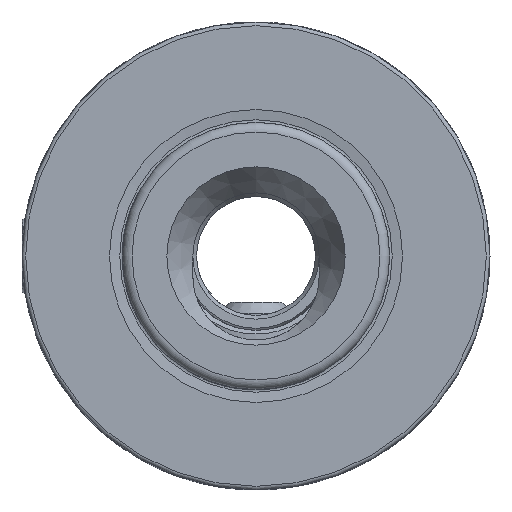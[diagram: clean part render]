
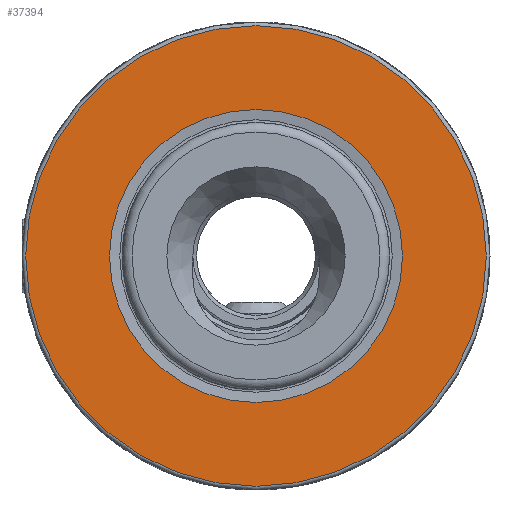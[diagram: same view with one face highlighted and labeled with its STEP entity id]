
A CAD part, left-side view. The second image highlights one B-rep face of the part: STEP entity #37394.
In plain terms, the highlighted planar face has unit normal (-1, 0, 0).
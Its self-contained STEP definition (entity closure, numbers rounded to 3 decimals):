
#1664 = CARTESIAN_POINT ( 'NONE',  ( 0., 0., 31. ) ) ;
#2659 = CARTESIAN_POINT ( 'NONE',  ( 0., 0., 0. ) ) ;
#3156 = VERTEX_POINT ( 'NONE', #1664 ) ;
#3235 = FACE_BOUND ( 'NONE', #22333, .T. ) ;
#4363 = AXIS2_PLACEMENT_3D ( 'NONE', #11719, #11189, #36650 ) ;
#5608 = ORIENTED_EDGE ( 'NONE', *, *, #17648, .T. ) ;
#6088 = VERTEX_POINT ( 'NONE', #23481 ) ;
#6803 = CARTESIAN_POINT ( 'NONE',  ( 0., 19.715, 0. ) ) ;
#11189 = DIRECTION ( 'NONE',  ( -1., 0., 0. ) ) ;
#11719 = CARTESIAN_POINT ( 'NONE',  ( 0., 0., 0. ) ) ;
#13436 = PLANE ( 'NONE',  #27388 ) ;
#16140 = EDGE_CURVE ( 'NONE', #6088, #6088, #36412, .T. ) ;
#16178 = DIRECTION ( 'NONE',  ( 1., 0., 0. ) ) ;
#17648 = EDGE_CURVE ( 'NONE', #3156, #3156, #36777, .T. ) ;
#21214 = DIRECTION ( 'NONE',  ( 0., 0., 1. ) ) ;
#22221 = EDGE_LOOP ( 'NONE', ( #5608 ) ) ;
#22333 = EDGE_LOOP ( 'NONE', ( #32367 ) ) ;
#23481 = CARTESIAN_POINT ( 'NONE',  ( 0., 0., 19.715 ) ) ;
#27388 = AXIS2_PLACEMENT_3D ( 'NONE', #6803, #16178, #35351 ) ;
#27918 = DIRECTION ( 'NONE',  ( -1., 0., 0. ) ) ;
#30686 = FACE_OUTER_BOUND ( 'NONE', #22221, .T. ) ;
#32367 = ORIENTED_EDGE ( 'NONE', *, *, #16140, .F. ) ;
#35351 = DIRECTION ( 'NONE',  ( 0., 0., -1. ) ) ;
#36412 = CIRCLE ( 'NONE', #4363, 19.715 ) ;
#36650 = DIRECTION ( 'NONE',  ( 0., 0., 1. ) ) ;
#36702 = AXIS2_PLACEMENT_3D ( 'NONE', #2659, #27918, #21214 ) ;
#36777 = CIRCLE ( 'NONE', #36702, 31. ) ;
#37394 = ADVANCED_FACE ( 'NONE', ( #3235, #30686 ), #13436, .F. ) ;
